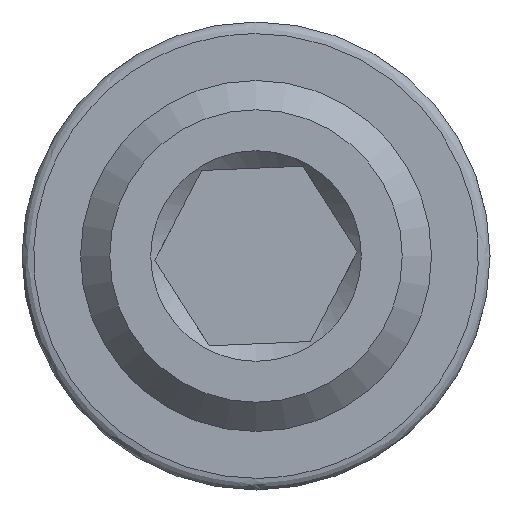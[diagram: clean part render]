
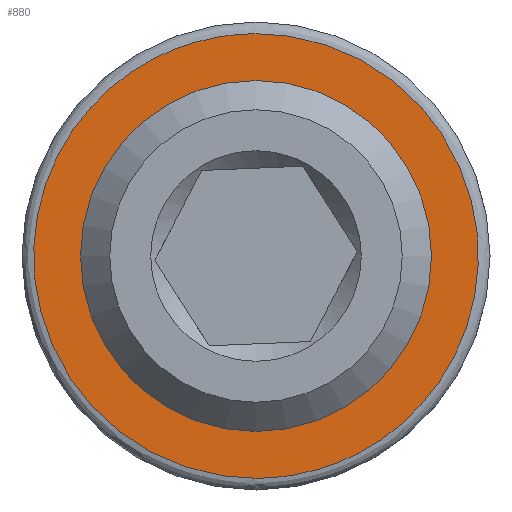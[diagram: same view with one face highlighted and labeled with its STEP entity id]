
A CAD part, front view. The second image highlights one B-rep face of the part: STEP entity #880.
In plain terms, the highlighted planar face has unit normal (0, -1, 0).
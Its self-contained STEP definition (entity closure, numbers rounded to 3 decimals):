
#47 = CARTESIAN_POINT ( 'NONE',  ( -74.552, -15.698, -1.9 ) ) ;
#56 = FACE_BOUND ( 'NONE', #69, .T. ) ;
#60 = DIRECTION ( 'NONE',  ( 0., -1., 0. ) ) ;
#69 = EDGE_LOOP ( 'NONE', ( #945 ) ) ;
#108 = CARTESIAN_POINT ( 'NONE',  ( -74.552, -15.698, -1.5 ) ) ;
#127 = VERTEX_POINT ( 'NONE', #294 ) ;
#193 = ORIENTED_EDGE ( 'NONE', *, *, #532, .F. ) ;
#285 = VERTEX_POINT ( 'NONE', #405 ) ;
#294 = CARTESIAN_POINT ( 'NONE',  ( -74.552, -15.698, -1.9 ) ) ;
#312 = DIRECTION ( 'NONE',  ( 0., 0., -1. ) ) ;
#318 = DIRECTION ( 'NONE',  ( 0., 0., 1. ) ) ;
#375 = EDGE_LOOP ( 'NONE', ( #430, #193 ) ) ;
#376 = AXIS2_PLACEMENT_3D ( 'NONE', #707, #60, #312 ) ;
#386 = FACE_OUTER_BOUND ( 'NONE', #375, .T. ) ;
#405 = CARTESIAN_POINT ( 'NONE',  ( -74.552, -15.698, 1.9 ) ) ;
#430 = ORIENTED_EDGE ( 'NONE', *, *, #520, .F. ) ;
#463 = CARTESIAN_POINT ( 'NONE',  ( -74.552, -15.698, 1.9 ) ) ;
#485 = CARTESIAN_POINT ( 'NONE',  ( -74.552, -15.698, 1.9 ) ) ;
#520 = EDGE_CURVE ( 'NONE', #285, #127, #958, .T. ) ;
#532 = EDGE_CURVE ( 'NONE', #127, #285, #665, .T. ) ;
#543 = CARTESIAN_POINT ( 'NONE',  ( -70.752, -15.698, -1.9 ) ) ;
#597 = VERTEX_POINT ( 'NONE', #108 ) ;
#665 =( BOUNDED_CURVE ( )  B_SPLINE_CURVE ( 3, ( #782, #797, #952, #485 ),
 .UNSPECIFIED., .F., .F. ) 
 B_SPLINE_CURVE_WITH_KNOTS ( ( 4, 4 ),
 ( 0., 1. ),
 .UNSPECIFIED. ) 
 CURVE ( )  GEOMETRIC_REPRESENTATION_ITEM ( )  RATIONAL_B_SPLINE_CURVE ( ( 1., 0.333, 0.333, 1. ) ) 
 REPRESENTATION_ITEM ( '' )  );
#695 = AXIS2_PLACEMENT_3D ( 'NONE', #1031, #1036, #318 ) ;
#707 = CARTESIAN_POINT ( 'NONE',  ( -74.552, -15.698, 0. ) ) ;
#782 = CARTESIAN_POINT ( 'NONE',  ( -74.552, -15.698, -1.9 ) ) ;
#797 = CARTESIAN_POINT ( 'NONE',  ( -78.352, -15.698, -1.9 ) ) ;
#880 = ADVANCED_FACE ( 'NONE', ( #386, #56 ), #881, .F. ) ;
#881 = PLANE ( 'NONE',  #695 ) ;
#906 = EDGE_CURVE ( 'NONE', #597, #597, #1020, .T. ) ;
#945 = ORIENTED_EDGE ( 'NONE', *, *, #906, .F. ) ;
#952 = CARTESIAN_POINT ( 'NONE',  ( -78.352, -15.698, 1.9 ) ) ;
#958 =( BOUNDED_CURVE ( )  B_SPLINE_CURVE ( 3, ( #463, #963, #543, #47 ),
 .UNSPECIFIED., .F., .F. ) 
 B_SPLINE_CURVE_WITH_KNOTS ( ( 4, 4 ),
 ( 0., 1. ),
 .UNSPECIFIED. ) 
 CURVE ( )  GEOMETRIC_REPRESENTATION_ITEM ( )  RATIONAL_B_SPLINE_CURVE ( ( 1., 0.333, 0.333, 1. ) ) 
 REPRESENTATION_ITEM ( '' )  );
#963 = CARTESIAN_POINT ( 'NONE',  ( -70.752, -15.698, 1.9 ) ) ;
#1020 = CIRCLE ( 'NONE', #376, 1.5 ) ;
#1031 = CARTESIAN_POINT ( 'NONE',  ( -74.552, -15.698, 0. ) ) ;
#1036 = DIRECTION ( 'NONE',  ( 0., 1., 0. ) ) ;
